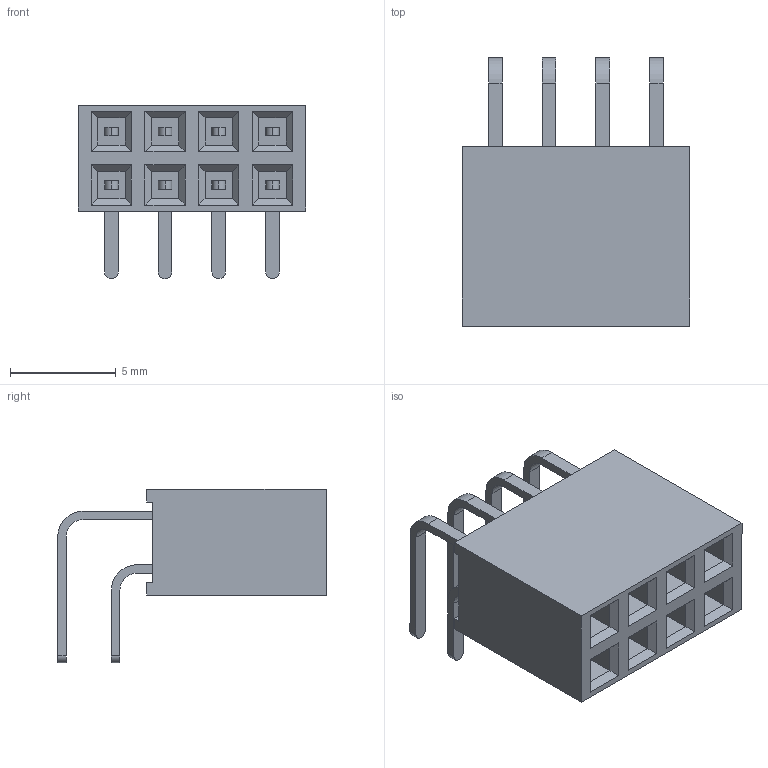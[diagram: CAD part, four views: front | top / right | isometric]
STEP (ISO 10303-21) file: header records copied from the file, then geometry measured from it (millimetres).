
FILE_DESCRIPTION (( 'STEP AP214' ), '1' );
FILE_NAME ('HDR-TH_8P-P2.54-H-F-R2-C4-W8.5.step', '2022-07-02T13:13:16', ( '' ), ( '' ), 'SwSTEP 2.0', 'SolidWorks 2020', '' );
FILE_SCHEMA (( 'AUTOMOTIVE_DESIGN' ));
Length unit declared in the file: millimetre
Products named in the file (1): HDR-TH_8P-P2.54-H-F-R2-C4-W8.5
Bounding box: 10.77 x 12.7 x 8.2 mm (x, y, z)
Volume: 376.2 mm3; surface area: 891.9 mm2
Topology: 1 solids, 1 shells, 492 faces, 1288 edges, 848 vertices
Faces by surface type: plane 332, bspline 112, cylinder 48
Entity records: 21209 total; most frequent: CARTESIAN_POINT 4418, ORIENTED_EDGE 2576, DIRECTION 1875, EDGE_CURVE 1288, LINE 921, VECTOR 921, VERTEX_POINT 848, EDGE_LOOP 542
